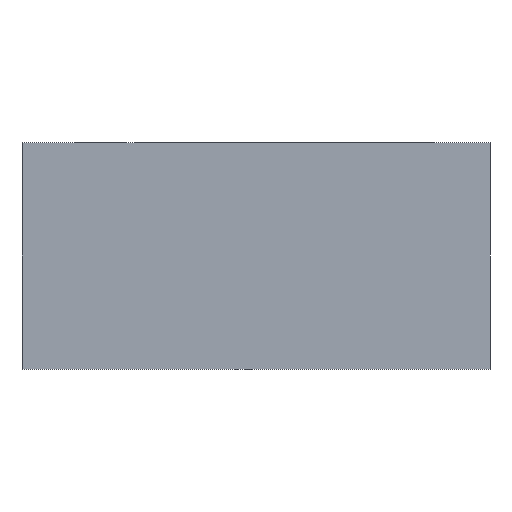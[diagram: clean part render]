
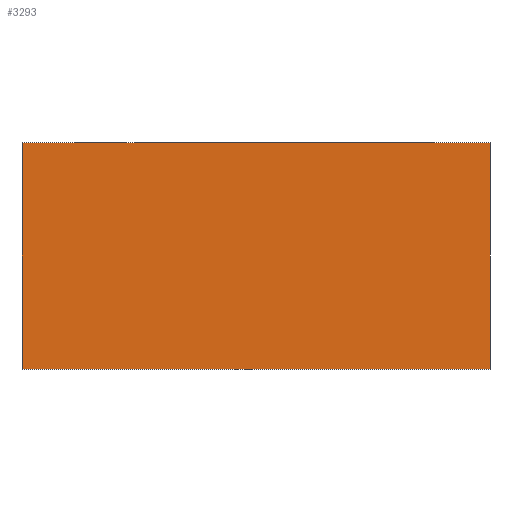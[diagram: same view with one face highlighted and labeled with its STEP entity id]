
A CAD part, front view. The second image highlights one B-rep face of the part: STEP entity #3293.
In plain terms, the highlighted planar face has unit normal (0, -1, 0).
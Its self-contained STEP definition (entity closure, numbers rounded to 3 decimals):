
#356=LINE('',#5088,#626);
#363=LINE('',#5102,#633);
#364=LINE('',#5104,#634);
#365=LINE('',#5106,#635);
#626=VECTOR('',#3879,1000.);
#633=VECTOR('',#3890,1000.);
#634=VECTOR('',#3893,1000.);
#635=VECTOR('',#3894,1000.);
#1279=ORIENTED_EDGE('',*,*,#1614,.T.);
#1280=ORIENTED_EDGE('',*,*,#1613,.F.);
#1281=ORIENTED_EDGE('',*,*,#1606,.F.);
#1282=ORIENTED_EDGE('',*,*,#1615,.T.);
#1606=EDGE_CURVE('',#1832,#1833,#356,.T.);
#1613=EDGE_CURVE('',#1833,#1837,#363,.T.);
#1614=EDGE_CURVE('',#1838,#1837,#364,.T.);
#1615=EDGE_CURVE('',#1832,#1838,#365,.T.);
#1832=VERTEX_POINT('',#5087);
#1833=VERTEX_POINT('',#5089);
#1837=VERTEX_POINT('',#5101);
#1838=VERTEX_POINT('',#5105);
#1994=EDGE_LOOP('',(#1279,#1280,#1281,#1282));
#2148=FACE_BOUND('',#1994,.T.);
#2251=PLANE('',#3407);
#3293=ADVANCED_FACE('',(#2148),#2251,.F.);
#3407=AXIS2_PLACEMENT_3D('',#5103,#3891,#3892);
#3879=DIRECTION('',(1.,0.,0.));
#3890=DIRECTION('',(0.,0.,-1.));
#3891=DIRECTION('',(0.,1.,0.));
#3892=DIRECTION('',(0.,0.,1.));
#3893=DIRECTION('',(1.,0.,0.));
#3894=DIRECTION('',(0.,0.,-1.));
#5087=CARTESIAN_POINT('',(-1.25,-1.25,1.21));
#5088=CARTESIAN_POINT('',(-1.25,-1.25,1.21));
#5089=CARTESIAN_POINT('',(1.25,-1.25,1.21));
#5101=CARTESIAN_POINT('',(1.25,-1.25,0.));
#5102=CARTESIAN_POINT('',(1.25,-1.25,0.21));
#5103=CARTESIAN_POINT('',(-1.25,-1.25,0.21));
#5104=CARTESIAN_POINT('',(-1.25,-1.25,0.));
#5105=CARTESIAN_POINT('',(-1.25,-1.25,0.));
#5106=CARTESIAN_POINT('',(-1.25,-1.25,0.21));
